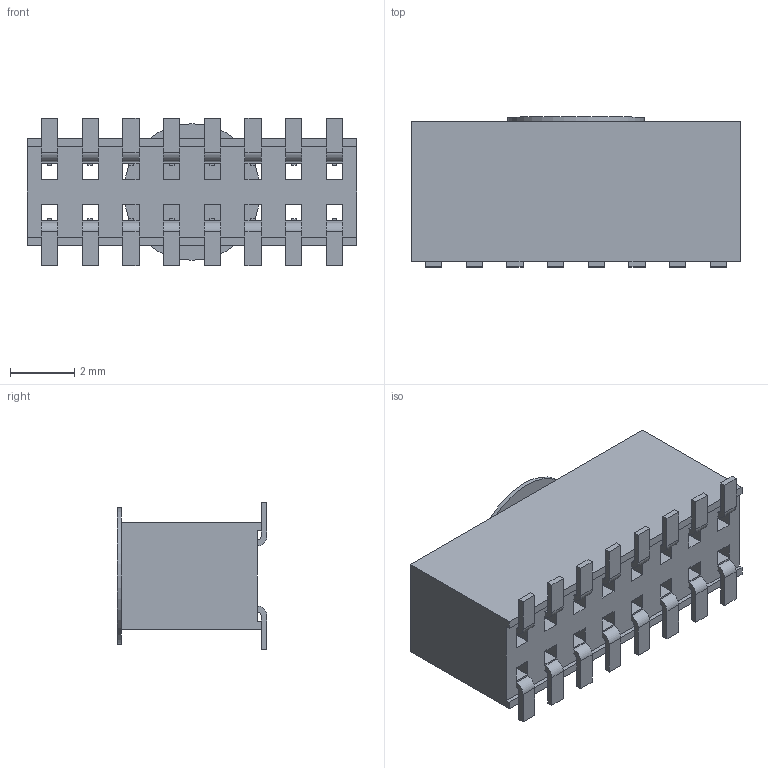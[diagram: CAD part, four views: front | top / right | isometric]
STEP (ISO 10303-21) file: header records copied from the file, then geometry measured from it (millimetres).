
FILE_DESCRIPTION(/* description */ ('STEP AP214'),/* implementation_level */ '2;1');
FILE_NAME(/* name */ 'FLE-108-01-G-DV-K-TR',/* time_stamp */ '2025-05-29T09:33:53+02:00',/* author */ ('License CC BY-ND 4.0'),/* organization */ ('CADENAS'),/* preprocessor_version */ 'ST-DEVELOPER v19.3',/* originating_system */ 'PARTsolutions',/* authorisation */ ' ');
FILE_SCHEMA (('AUTOMOTIVE_DESIGN {1 0 10303 214 3 1 1}'));
Length unit declared in the file: inch
Products named in the file (4): FLE-108-01-G-DV-K-TR; FLE-108-01-DV_socket; C-96-01-08-DV; K-DOT-0.1675-0.281-0.005_polyamide_pick
Assembly tree (3 placements, depth 2):
  FLE-108-01-G-DV-K-TR
    FLE-108-01-DV_socket
    C-96-01-08-DV
    K-DOT-0.1675-0.281-0.005_polyamide_pick
Bounding box: 10.27 x 4.67 x 4.59 mm (x, y, z)
Volume: 169.1 mm3; surface area: 670.9 mm2
Topology: 3 solids, 3 shells, 424 faces, 1169 edges, 758 vertices
Faces by surface type: plane 377, cylinder 47
Full cylindrical faces by diameter (mm): 0.381 x7, 0.508 x7, 4.255 x1
Entity records: 13401 total; most frequent: CARTESIAN_POINT 2340, ORIENTED_EDGE 2308, DIRECTION 2104, EDGE_CURVE 1154, LINE 1060, VECTOR 1060, VERTEX_POINT 758, EDGE_LOOP 524
